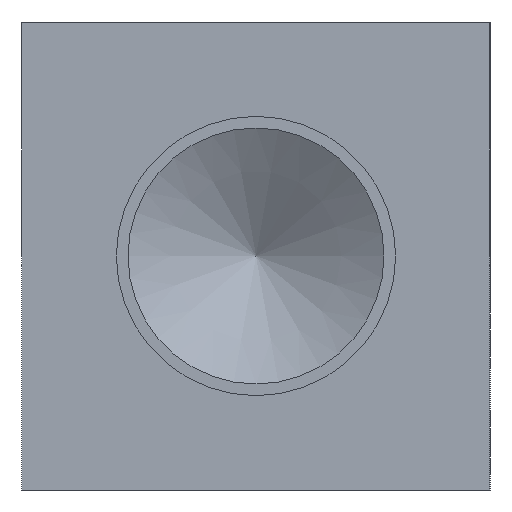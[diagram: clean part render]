
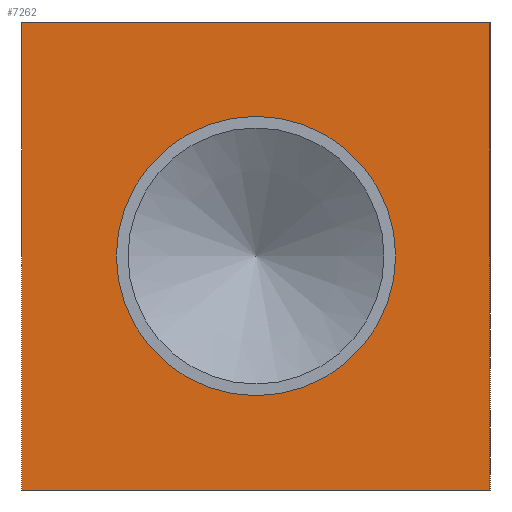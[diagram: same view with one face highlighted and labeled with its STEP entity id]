
A CAD part, left-side view. The second image highlights one B-rep face of the part: STEP entity #7262.
In plain terms, the highlighted planar face has unit normal (-1, 0, 0).
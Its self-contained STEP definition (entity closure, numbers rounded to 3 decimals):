
#120=CIRCLE('',#7614,30.315);
#121=CIRCLE('',#7615,30.315);
#163=FACE_BOUND('',#1175,.T.);
#401=PLANE('',#7617);
#767=FACE_OUTER_BOUND('',#1174,.T.);
#1174=EDGE_LOOP('',(#6448,#6449,#6450,#6451));
#1175=EDGE_LOOP('',(#6452,#6453));
#1491=LINE('',#11219,#2209);
#1901=LINE('',#12358,#2619);
#1902=LINE('',#12359,#2620);
#1903=LINE('',#12360,#2621);
#2209=VECTOR('',#8083,10.);
#2619=VECTOR('',#9007,10.);
#2620=VECTOR('',#9008,10.);
#2621=VECTOR('',#9009,10.);
#3151=VERTEX_POINT('',#11212);
#3154=VERTEX_POINT('',#11217);
#3495=VERTEX_POINT('',#12348);
#3496=VERTEX_POINT('',#12349);
#3497=VERTEX_POINT('',#12356);
#3498=VERTEX_POINT('',#12357);
#3987=EDGE_CURVE('',#3154,#3151,#1491,.T.);
#4485=EDGE_CURVE('',#3495,#3496,#120,.T.);
#4486=EDGE_CURVE('',#3496,#3495,#121,.T.);
#4489=EDGE_CURVE('',#3497,#3498,#1901,.T.);
#4490=EDGE_CURVE('',#3498,#3151,#1902,.T.);
#4491=EDGE_CURVE('',#3497,#3154,#1903,.T.);
#6448=ORIENTED_EDGE('',*,*,#4489,.T.);
#6449=ORIENTED_EDGE('',*,*,#4490,.T.);
#6450=ORIENTED_EDGE('',*,*,#3987,.F.);
#6451=ORIENTED_EDGE('',*,*,#4491,.F.);
#6452=ORIENTED_EDGE('',*,*,#4485,.T.);
#6453=ORIENTED_EDGE('',*,*,#4486,.T.);
#7262=ADVANCED_FACE('',(#767,#163),#401,.T.);
#7614=AXIS2_PLACEMENT_3D('',#12350,#8997,#8998);
#7615=AXIS2_PLACEMENT_3D('',#12351,#8999,#9000);
#7617=AXIS2_PLACEMENT_3D('',#12355,#9005,#9006);
#8083=DIRECTION('',(0.,-1.,0.));
#8997=DIRECTION('center_axis',(1.,0.,0.));
#8998=DIRECTION('ref_axis',(0.,1.,0.));
#8999=DIRECTION('center_axis',(1.,0.,0.));
#9000=DIRECTION('ref_axis',(0.,1.,0.));
#9005=DIRECTION('center_axis',(-1.,0.,0.));
#9006=DIRECTION('ref_axis',(0.,-1.,0.));
#9007=DIRECTION('',(0.,-1.,0.));
#9008=DIRECTION('',(0.,0.,1.));
#9009=DIRECTION('',(0.,0.,1.));
#11212=CARTESIAN_POINT('',(0.,0.,101.6));
#11217=CARTESIAN_POINT('',(0.,101.6,101.6));
#11219=CARTESIAN_POINT('',(0.,101.6,101.6));
#12348=CARTESIAN_POINT('',(0.,81.115,50.8));
#12349=CARTESIAN_POINT('',(0.,20.485,50.8));
#12350=CARTESIAN_POINT('Origin',(0.,50.8,50.8));
#12351=CARTESIAN_POINT('Origin',(0.,50.8,50.8));
#12355=CARTESIAN_POINT('Origin',(0.,101.6,0.));
#12356=CARTESIAN_POINT('',(0.,101.6,0.));
#12357=CARTESIAN_POINT('',(0.,0.,0.));
#12358=CARTESIAN_POINT('',(0.,101.6,0.));
#12359=CARTESIAN_POINT('',(0.,0.,0.));
#12360=CARTESIAN_POINT('',(0.,101.6,0.));
